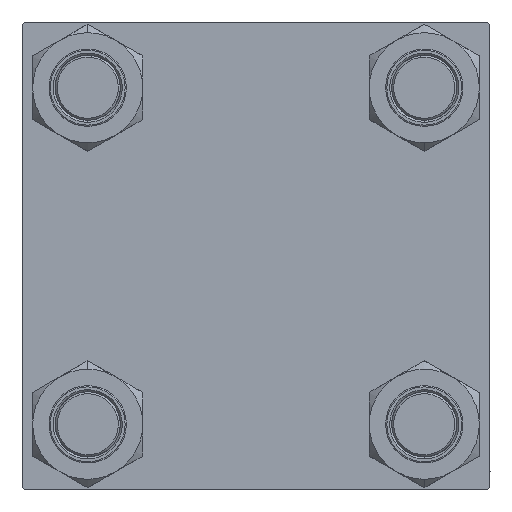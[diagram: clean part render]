
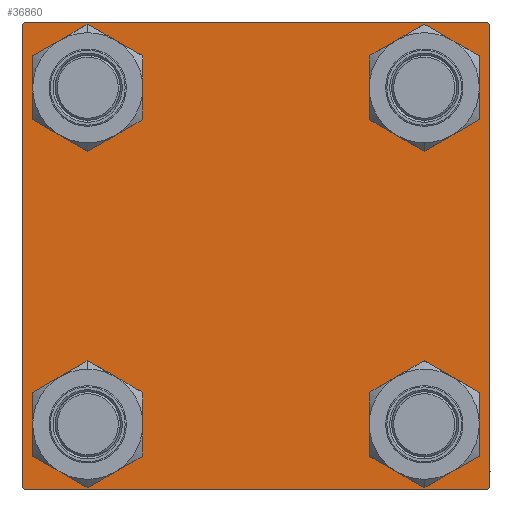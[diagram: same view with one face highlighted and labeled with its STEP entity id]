
A CAD part, left-side view. The second image highlights one B-rep face of the part: STEP entity #36860.
In plain terms, the highlighted planar face has unit normal (-1, 0, 0).
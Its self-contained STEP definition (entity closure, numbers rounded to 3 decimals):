
#668 = ORIENTED_EDGE ( 'NONE', *, *, #21254, .T. ) ;
#679 = ORIENTED_EDGE ( 'NONE', *, *, #39090, .T. ) ;
#687 = CARTESIAN_POINT ( 'NONE',  ( 0., 57., 57.5 ) ) ;
#794 = LINE ( 'NONE', #47794, #44054 ) ;
#1005 = DIRECTION ( 'NONE',  ( 0., 0., 1. ) ) ;
#1157 = VECTOR ( 'NONE', #4104, 1000. ) ;
#1258 = EDGE_LOOP ( 'NONE', ( #40607, #14707 ) ) ;
#1601 = LINE ( 'NONE', #2357, #2991 ) ;
#2221 = AXIS2_PLACEMENT_3D ( 'NONE', #11533, #50584, #15119 ) ;
#2287 = CIRCLE ( 'NONE', #21975, 8.5 ) ;
#2357 = CARTESIAN_POINT ( 'NONE',  ( 0., -57.25, 57.25 ) ) ;
#2991 = VECTOR ( 'NONE', #33710, 1000. ) ;
#3051 = LINE ( 'NONE', #18704, #24002 ) ;
#3392 = VECTOR ( 'NONE', #21727, 1000. ) ;
#3610 = CARTESIAN_POINT ( 'NONE',  ( 0., 0., 0. ) ) ;
#3826 = CARTESIAN_POINT ( 'NONE',  ( 0., 57., -57.5 ) ) ;
#4104 = DIRECTION ( 'NONE',  ( 0., 0.707, -0.707 ) ) ;
#4701 = DIRECTION ( 'NONE',  ( 1., 0., 0. ) ) ;
#4940 = CIRCLE ( 'NONE', #24633, 8.5 ) ;
#6035 = CARTESIAN_POINT ( 'NONE',  ( 0., 41.35, -32.85 ) ) ;
#6186 = EDGE_LOOP ( 'NONE', ( #668, #9043, #47679, #36914, #12628, #21350, #32983, #20896 ) ) ;
#8149 = VERTEX_POINT ( 'NONE', #3826 ) ;
#8225 = FACE_BOUND ( 'NONE', #1258, .T. ) ;
#8639 = VERTEX_POINT ( 'NONE', #32026 ) ;
#9043 = ORIENTED_EDGE ( 'NONE', *, *, #28158, .T. ) ;
#9240 = CIRCLE ( 'NONE', #28952, 8.5 ) ;
#9274 = EDGE_CURVE ( 'NONE', #38562, #10769, #47487, .T. ) ;
#9299 = DIRECTION ( 'NONE',  ( 0., 0., 1. ) ) ;
#9646 = DIRECTION ( 'NONE',  ( 0., 0., 1. ) ) ;
#10304 = EDGE_LOOP ( 'NONE', ( #45365, #47137 ) ) ;
#10769 = VERTEX_POINT ( 'NONE', #6035 ) ;
#11290 = DIRECTION ( 'NONE',  ( 1., 0., 0. ) ) ;
#11316 = PLANE ( 'NONE',  #25015 ) ;
#11533 = CARTESIAN_POINT ( 'NONE',  ( 0., -41.35, -41.35 ) ) ;
#12045 = DIRECTION ( 'NONE',  ( 1., 0., 0. ) ) ;
#12254 = LINE ( 'NONE', #27944, #28011 ) ;
#12537 = DIRECTION ( 'NONE',  ( 1., 0., 0. ) ) ;
#12628 = ORIENTED_EDGE ( 'NONE', *, *, #28245, .F. ) ;
#12899 = CARTESIAN_POINT ( 'NONE',  ( 0., -41.35, 41.35 ) ) ;
#13164 = CARTESIAN_POINT ( 'NONE',  ( 0., -41.35, -49.85 ) ) ;
#13255 = LINE ( 'NONE', #28940, #38559 ) ;
#14707 = ORIENTED_EDGE ( 'NONE', *, *, #46473, .T. ) ;
#15119 = DIRECTION ( 'NONE',  ( 0., 0., 1. ) ) ;
#16353 = DIRECTION ( 'NONE',  ( 0., -0.707, -0.707 ) ) ;
#16891 = CARTESIAN_POINT ( 'NONE',  ( 0., 41.35, 41.35 ) ) ;
#17386 = ORIENTED_EDGE ( 'NONE', *, *, #41975, .T. ) ;
#17480 = VERTEX_POINT ( 'NONE', #36496 ) ;
#17932 = AXIS2_PLACEMENT_3D ( 'NONE', #36176, #31827, #23347 ) ;
#18395 = VERTEX_POINT ( 'NONE', #37876 ) ;
#18704 = CARTESIAN_POINT ( 'NONE',  ( 0., -57.25, -57.25 ) ) ;
#19475 = DIRECTION ( 'NONE',  ( 1., 0., 0. ) ) ;
#19982 = VERTEX_POINT ( 'NONE', #38202 ) ;
#20226 = CARTESIAN_POINT ( 'NONE',  ( 0., -57.5, -57. ) ) ;
#20515 = LINE ( 'NONE', #47763, #1157 ) ;
#20896 = ORIENTED_EDGE ( 'NONE', *, *, #35104, .T. ) ;
#20967 = EDGE_CURVE ( 'NONE', #45760, #17480, #4940, .T. ) ;
#21254 = EDGE_CURVE ( 'NONE', #18395, #31395, #13255, .T. ) ;
#21350 = ORIENTED_EDGE ( 'NONE', *, *, #40537, .T. ) ;
#21727 = DIRECTION ( 'NONE',  ( 0., 0., -1. ) ) ;
#21975 = AXIS2_PLACEMENT_3D ( 'NONE', #46490, #11290, #31336 ) ;
#22859 = CIRCLE ( 'NONE', #17932, 8.5 ) ;
#22883 = FACE_OUTER_BOUND ( 'NONE', #6186, .T. ) ;
#23347 = DIRECTION ( 'NONE',  ( 0., 0., 1. ) ) ;
#24002 = VECTOR ( 'NONE', #50079, 1000. ) ;
#24404 = CARTESIAN_POINT ( 'NONE',  ( 0., -41.35, -32.85 ) ) ;
#24418 = DIRECTION ( 'NONE',  ( 0., -1., 0. ) ) ;
#24633 = AXIS2_PLACEMENT_3D ( 'NONE', #34115, #49797, #30282 ) ;
#24900 = DIRECTION ( 'NONE',  ( 0., 0., 1. ) ) ;
#25015 = AXIS2_PLACEMENT_3D ( 'NONE', #3610, #35958, #24900 ) ;
#26811 = CARTESIAN_POINT ( 'NONE',  ( 0., -57., 57.5 ) ) ;
#27306 = EDGE_LOOP ( 'NONE', ( #679, #46815 ) ) ;
#27761 = FACE_BOUND ( 'NONE', #10304, .T. ) ;
#27944 = CARTESIAN_POINT ( 'NONE',  ( 0., 57.25, -57.25 ) ) ;
#28011 = VECTOR ( 'NONE', #16353, 1000. ) ;
#28158 = EDGE_CURVE ( 'NONE', #31395, #8149, #12254, .T. ) ;
#28245 = EDGE_CURVE ( 'NONE', #8639, #48783, #41250, .T. ) ;
#28940 = CARTESIAN_POINT ( 'NONE',  ( 0., 57.5, 57.5 ) ) ;
#28952 = AXIS2_PLACEMENT_3D ( 'NONE', #12899, #4701, #9299 ) ;
#29438 = AXIS2_PLACEMENT_3D ( 'NONE', #16891, #12537, #1005 ) ;
#30282 = DIRECTION ( 'NONE',  ( 0., 0., 1. ) ) ;
#31336 = DIRECTION ( 'NONE',  ( 0., 0., 1. ) ) ;
#31395 = VERTEX_POINT ( 'NONE', #36280 ) ;
#31401 = EDGE_CURVE ( 'NONE', #17480, #45760, #9240, .T. ) ;
#31823 = EDGE_CURVE ( 'NONE', #19982, #48783, #3051, .T. ) ;
#31827 = DIRECTION ( 'NONE',  ( 1., 0., 0. ) ) ;
#31895 = CIRCLE ( 'NONE', #29438, 8.5 ) ;
#32026 = CARTESIAN_POINT ( 'NONE',  ( 0., -57.5, 57. ) ) ;
#32927 = VERTEX_POINT ( 'NONE', #687 ) ;
#32983 = ORIENTED_EDGE ( 'NONE', *, *, #41746, .F. ) ;
#33331 = CIRCLE ( 'NONE', #36573, 8.5 ) ;
#33533 = CARTESIAN_POINT ( 'NONE',  ( 0., 57.5, -57.5 ) ) ;
#33710 = DIRECTION ( 'NONE',  ( 0., 0.707, 0.707 ) ) ;
#33777 = CARTESIAN_POINT ( 'NONE',  ( 0., 41.35, -49.85 ) ) ;
#34115 = CARTESIAN_POINT ( 'NONE',  ( 0., -41.35, 41.35 ) ) ;
#35104 = EDGE_CURVE ( 'NONE', #32927, #18395, #20515, .T. ) ;
#35958 = DIRECTION ( 'NONE',  ( -1., 0., 0. ) ) ;
#36070 = VERTEX_POINT ( 'NONE', #48837 ) ;
#36176 = CARTESIAN_POINT ( 'NONE',  ( 0., 41.35, 41.35 ) ) ;
#36280 = CARTESIAN_POINT ( 'NONE',  ( 0., 57.5, -57. ) ) ;
#36496 = CARTESIAN_POINT ( 'NONE',  ( 0., -41.35, 32.85 ) ) ;
#36573 = AXIS2_PLACEMENT_3D ( 'NONE', #50840, #19475, #49824 ) ;
#36860 = ADVANCED_FACE ( 'NONE', ( #27761, #42391, #46514, #8225, #22883 ), #11316, .T. ) ;
#36914 = ORIENTED_EDGE ( 'NONE', *, *, #31823, .T. ) ;
#37828 = VERTEX_POINT ( 'NONE', #26811 ) ;
#37876 = CARTESIAN_POINT ( 'NONE',  ( 0., 57.5, 57. ) ) ;
#37917 = CARTESIAN_POINT ( 'NONE',  ( 0., -57.5, 57.5 ) ) ;
#38202 = CARTESIAN_POINT ( 'NONE',  ( 0., -57., -57.5 ) ) ;
#38215 = VERTEX_POINT ( 'NONE', #24404 ) ;
#38559 = VECTOR ( 'NONE', #44593, 1000. ) ;
#38562 = VERTEX_POINT ( 'NONE', #33777 ) ;
#39090 = EDGE_CURVE ( 'NONE', #10769, #38562, #33331, .T. ) ;
#39407 = VERTEX_POINT ( 'NONE', #13164 ) ;
#40537 = EDGE_CURVE ( 'NONE', #8639, #37828, #1601, .T. ) ;
#40607 = ORIENTED_EDGE ( 'NONE', *, *, #49594, .T. ) ;
#40826 = CARTESIAN_POINT ( 'NONE',  ( 0., 41.35, 49.85 ) ) ;
#41250 = LINE ( 'NONE', #37917, #3392 ) ;
#41466 = DIRECTION ( 'NONE',  ( 0., -1., 0. ) ) ;
#41731 = CARTESIAN_POINT ( 'NONE',  ( 0., -41.35, 49.85 ) ) ;
#41746 = EDGE_CURVE ( 'NONE', #32927, #37828, #794, .T. ) ;
#41975 = EDGE_CURVE ( 'NONE', #38215, #39407, #49831, .T. ) ;
#42391 = FACE_BOUND ( 'NONE', #42831, .T. ) ;
#42564 = AXIS2_PLACEMENT_3D ( 'NONE', #44835, #12045, #9646 ) ;
#42831 = EDGE_LOOP ( 'NONE', ( #17386, #49374 ) ) ;
#44054 = VECTOR ( 'NONE', #24418, 1000. ) ;
#44204 = VECTOR ( 'NONE', #41466, 1000. ) ;
#44593 = DIRECTION ( 'NONE',  ( 0., 0., -1. ) ) ;
#44835 = CARTESIAN_POINT ( 'NONE',  ( 0., 41.35, -41.35 ) ) ;
#45365 = ORIENTED_EDGE ( 'NONE', *, *, #20967, .T. ) ;
#45564 = VERTEX_POINT ( 'NONE', #40826 ) ;
#45751 = EDGE_CURVE ( 'NONE', #8149, #19982, #49707, .T. ) ;
#45760 = VERTEX_POINT ( 'NONE', #41731 ) ;
#46473 = EDGE_CURVE ( 'NONE', #36070, #45564, #31895, .T. ) ;
#46490 = CARTESIAN_POINT ( 'NONE',  ( 0., -41.35, -41.35 ) ) ;
#46514 = FACE_BOUND ( 'NONE', #27306, .T. ) ;
#46815 = ORIENTED_EDGE ( 'NONE', *, *, #9274, .T. ) ;
#47137 = ORIENTED_EDGE ( 'NONE', *, *, #31401, .T. ) ;
#47334 = EDGE_CURVE ( 'NONE', #39407, #38215, #2287, .T. ) ;
#47487 = CIRCLE ( 'NONE', #42564, 8.5 ) ;
#47679 = ORIENTED_EDGE ( 'NONE', *, *, #45751, .T. ) ;
#47763 = CARTESIAN_POINT ( 'NONE',  ( 0., 57.25, 57.25 ) ) ;
#47794 = CARTESIAN_POINT ( 'NONE',  ( 0., 57.5, 57.5 ) ) ;
#48783 = VERTEX_POINT ( 'NONE', #20226 ) ;
#48837 = CARTESIAN_POINT ( 'NONE',  ( 0., 41.35, 32.85 ) ) ;
#49374 = ORIENTED_EDGE ( 'NONE', *, *, #47334, .T. ) ;
#49594 = EDGE_CURVE ( 'NONE', #45564, #36070, #22859, .T. ) ;
#49707 = LINE ( 'NONE', #33533, #44204 ) ;
#49797 = DIRECTION ( 'NONE',  ( 1., 0., 0. ) ) ;
#49824 = DIRECTION ( 'NONE',  ( 0., 0., 1. ) ) ;
#49831 = CIRCLE ( 'NONE', #2221, 8.5 ) ;
#50079 = DIRECTION ( 'NONE',  ( 0., -0.707, 0.707 ) ) ;
#50584 = DIRECTION ( 'NONE',  ( 1., 0., 0. ) ) ;
#50840 = CARTESIAN_POINT ( 'NONE',  ( 0., 41.35, -41.35 ) ) ;
